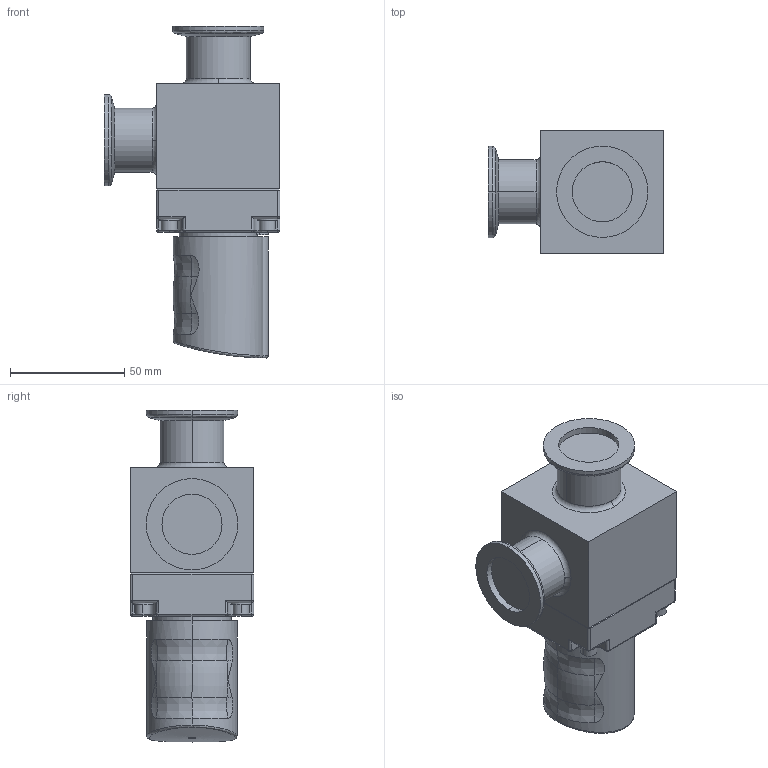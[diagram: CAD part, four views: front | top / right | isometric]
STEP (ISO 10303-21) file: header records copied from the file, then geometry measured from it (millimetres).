
FILE_DESCRIPTION (( 'STEP AP214' ), '1' );
FILE_NAME ('PFA41003.step', '2017-07-10T10:11:56', ( 'install' ), ( '' ), 'SwSTEP 2.0', 'SolidWorks 2015', '' );
FILE_SCHEMA (( 'AUTOMOTIVE_DESIGN' ));
Length unit declared in the file: millimetre
Products named in the file (1): PFA41003
Bounding box: 77 x 54 x 145.3 mm (x, y, z)
Volume: 283879.7 mm3; surface area: 34676.4 mm2
Topology: 1 solids, 1 shells, 197 faces, 455 edges, 264 vertices
Faces by surface type: plane 76, cylinder 73, bspline 26, torus 14, cone 8
Entity records: 9556 total; most frequent: CARTESIAN_POINT 3015, DIRECTION 932, ORIENTED_EDGE 886, EDGE_CURVE 443, AXIS2_PLACEMENT_3D 348, VERTEX_POINT 264, LINE 236, VECTOR 236
